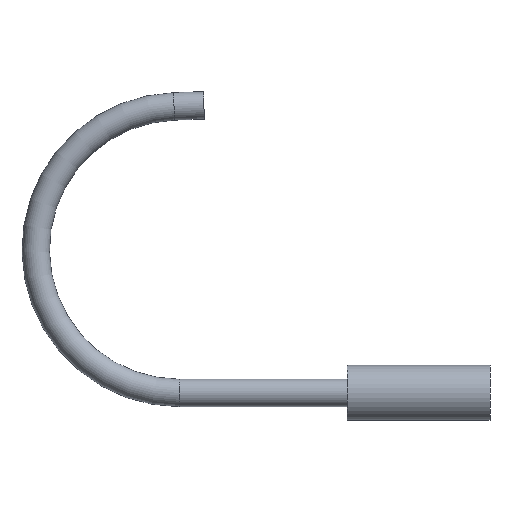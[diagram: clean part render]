
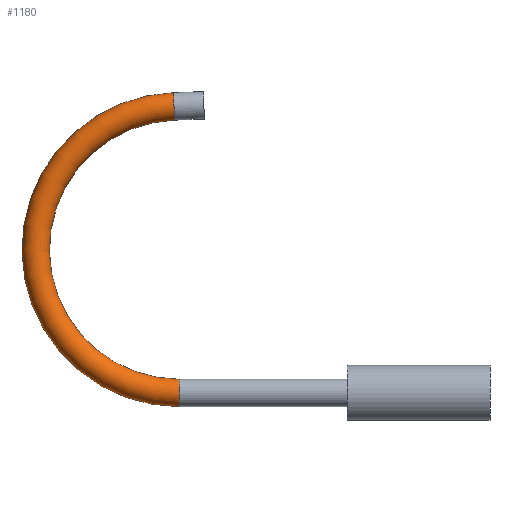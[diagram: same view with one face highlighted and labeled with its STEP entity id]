
A CAD part, left-side view. The second image highlights one B-rep face of the part: STEP entity #1180.
In plain terms, the highlighted toroidal (fillet/blend) face has major radius 120 mm and minor radius 11.5 mm.
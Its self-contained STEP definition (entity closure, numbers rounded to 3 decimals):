
#214 = CIRCLE ( 'NONE', #3188, 11.5 ) ;
#331 = CIRCLE ( 'NONE', #2121, 11.5 ) ;
#410 = ORIENTED_EDGE ( 'NONE', *, *, #3219, .F. ) ;
#437 = CIRCLE ( 'NONE', #1054, 131.5 ) ;
#467 = CARTESIAN_POINT ( 'NONE',  ( 0., 145.188, 239.927 ) ) ;
#508 = ORIENTED_EDGE ( 'NONE', *, *, #2584, .T. ) ;
#643 = ORIENTED_EDGE ( 'NONE', *, *, #2080, .F. ) ;
#750 = DIRECTION ( 'NONE',  ( 1., 0., 0. ) ) ;
#762 = EDGE_CURVE ( 'NONE', #1159, #2896, #214, .T. ) ;
#773 = DIRECTION ( 'NONE',  ( 0., -0.999, 0.035 ) ) ;
#899 = CARTESIAN_POINT ( 'NONE',  ( 0., 141., 120. ) ) ;
#936 = DIRECTION ( 'NONE',  ( 0., 0., -1. ) ) ;
#971 = CARTESIAN_POINT ( 'NONE',  ( 0., 144.787, 228.434 ) ) ;
#1054 = AXIS2_PLACEMENT_3D ( 'NONE', #899, #3105, #936 ) ;
#1075 = CARTESIAN_POINT ( 'NONE',  ( 0., 141., 11.5 ) ) ;
#1159 = VERTEX_POINT ( 'NONE', #1671 ) ;
#1180 = ADVANCED_FACE ( 'NONE', ( #1989 ), #1722, .T. ) ;
#1359 = DIRECTION ( 'NONE',  ( 1., 0., 0. ) ) ;
#1518 = DIRECTION ( 'NONE',  ( 0., 0., -1. ) ) ;
#1574 = DIRECTION ( 'NONE',  ( 0., -0.035, -0.999 ) ) ;
#1671 = CARTESIAN_POINT ( 'NONE',  ( 0., 141., -11.5 ) ) ;
#1722 = TOROIDAL_SURFACE ( 'NONE', #2900, 120., 11.5 ) ;
#1734 = VERTEX_POINT ( 'NONE', #971 ) ;
#1750 = EDGE_LOOP ( 'NONE', ( #643, #1983, #508, #410 ) ) ;
#1913 = DIRECTION ( 'NONE',  ( 0., 1., 0. ) ) ;
#1983 = ORIENTED_EDGE ( 'NONE', *, *, #762, .T. ) ;
#1989 = FACE_OUTER_BOUND ( 'NONE', #1750, .T. ) ;
#2015 = CIRCLE ( 'NONE', #3079, 108.5 ) ;
#2080 = EDGE_CURVE ( 'NONE', #1159, #2249, #437, .T. ) ;
#2094 = CARTESIAN_POINT ( 'NONE',  ( 0., 141., 120. ) ) ;
#2121 = AXIS2_PLACEMENT_3D ( 'NONE', #467, #773, #1574 ) ;
#2249 = VERTEX_POINT ( 'NONE', #2981 ) ;
#2299 = CARTESIAN_POINT ( 'NONE',  ( 0., 141., 120. ) ) ;
#2584 = EDGE_CURVE ( 'NONE', #2896, #1734, #2015, .T. ) ;
#2666 = CARTESIAN_POINT ( 'NONE',  ( 0., 141., 0. ) ) ;
#2896 = VERTEX_POINT ( 'NONE', #1075 ) ;
#2900 = AXIS2_PLACEMENT_3D ( 'NONE', #2299, #750, #1518 ) ;
#2951 = DIRECTION ( 'NONE',  ( 0., 0., -1. ) ) ;
#2981 = CARTESIAN_POINT ( 'NONE',  ( 0., 145.589, 251.42 ) ) ;
#2983 = DIRECTION ( 'NONE',  ( 0., 0., 1. ) ) ;
#3079 = AXIS2_PLACEMENT_3D ( 'NONE', #2094, #1359, #2951 ) ;
#3105 = DIRECTION ( 'NONE',  ( 1., 0., 0. ) ) ;
#3188 = AXIS2_PLACEMENT_3D ( 'NONE', #2666, #1913, #2983 ) ;
#3219 = EDGE_CURVE ( 'NONE', #2249, #1734, #331, .T. ) ;
